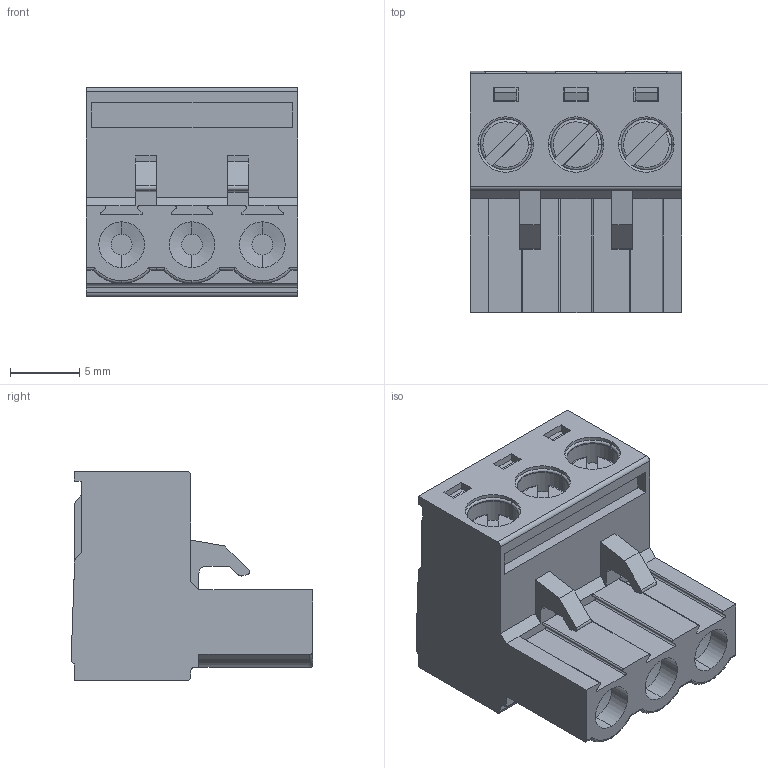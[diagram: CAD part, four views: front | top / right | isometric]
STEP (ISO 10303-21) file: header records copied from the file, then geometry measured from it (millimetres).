
FILE_DESCRIPTION (( 'STEP AP214' ), '1' );
FILE_NAME ('2EDGK-5.08-03P-14-00AH.STEP', '2021-02-16T20:14:12', ( '' ), ( '' ), 'SwSTEP 2.0', 'SolidWorks 2020', '' );
FILE_SCHEMA (( 'AUTOMOTIVE_DESIGN' ));
Length unit declared in the file: millimetre
Products named in the file (1): 2EDGK-5.08-03P-14-00AH
Bounding box: 15.24 x 17.4 x 15.1 mm (x, y, z)
Volume: 2186.7 mm3; surface area: 2218.2 mm2
Topology: 1 solids, 1 shells, 603 faces, 1569 edges, 1024 vertices
Faces by surface type: plane 362, bspline 139, cylinder 63, torus 27, cone 12
Entity records: 29305 total; most frequent: CARTESIAN_POINT 11492, ORIENTED_EDGE 3138, DIRECTION 2349, EDGE_CURVE 1569, VECTOR 1067, LINE 1067, VERTEX_POINT 1024, EDGE_LOOP 659
